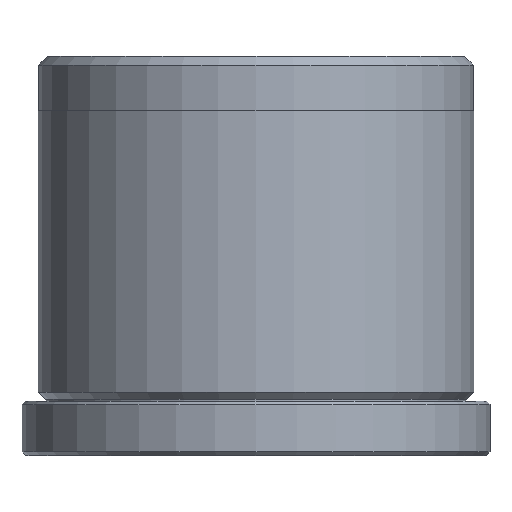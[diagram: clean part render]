
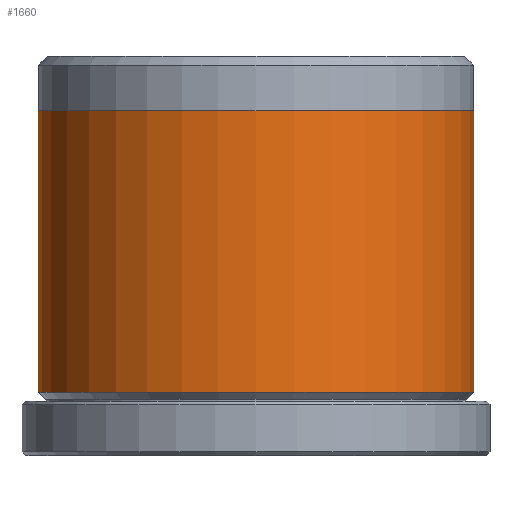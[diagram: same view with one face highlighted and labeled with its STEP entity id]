
A CAD part, front view. The second image highlights one B-rep face of the part: STEP entity #1660.
In plain terms, the highlighted cylindrical face has radius 12 mm (diameter 24 mm), a partial arc.
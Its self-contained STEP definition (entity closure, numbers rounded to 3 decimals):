
#5 = DIRECTION ( 'NONE',  ( 0., 0., -1. ) ) ;
#11 = ORIENTED_EDGE ( 'NONE', *, *, #2472, .F. ) ;
#75 = DIRECTION ( 'NONE',  ( -1., 0., 0. ) ) ;
#86 = VECTOR ( 'NONE', #1749, 1000. ) ;
#243 = LINE ( 'NONE', #2418, #1308 ) ;
#289 = EDGE_CURVE ( 'NONE', #1959, #1920, #1640, .T. ) ;
#344 = CYLINDRICAL_SURFACE ( 'NONE', #763, 12. ) ;
#353 = CARTESIAN_POINT ( 'NONE',  ( 12., 0., 3.5 ) ) ;
#394 = CARTESIAN_POINT ( 'NONE',  ( 0., 0., 3.5 ) ) ;
#553 = VERTEX_POINT ( 'NONE', #1847 ) ;
#604 = DIRECTION ( 'NONE',  ( -1., 0., 0. ) ) ;
#763 = AXIS2_PLACEMENT_3D ( 'NONE', #826, #5, #75 ) ;
#783 = CARTESIAN_POINT ( 'NONE',  ( -12., 0., 3.5 ) ) ;
#826 = CARTESIAN_POINT ( 'NONE',  ( 0., 0., 22. ) ) ;
#958 = ORIENTED_EDGE ( 'NONE', *, *, #289, .F. ) ;
#974 = DIRECTION ( 'NONE',  ( -1., 0., 0. ) ) ;
#1032 = CARTESIAN_POINT ( 'NONE',  ( 12., 0., 19. ) ) ;
#1042 = DIRECTION ( 'NONE',  ( 0., 0., -1. ) ) ;
#1092 = ORIENTED_EDGE ( 'NONE', *, *, #1410, .T. ) ;
#1308 = VECTOR ( 'NONE', #1621, 1000. ) ;
#1359 = ORIENTED_EDGE ( 'NONE', *, *, #2518, .T. ) ;
#1410 = EDGE_CURVE ( 'NONE', #1959, #553, #2445, .T. ) ;
#1436 = EDGE_LOOP ( 'NONE', ( #958, #1092, #1359, #11 ) ) ;
#1457 = CARTESIAN_POINT ( 'NONE',  ( 0., 0., 19. ) ) ;
#1508 = AXIS2_PLACEMENT_3D ( 'NONE', #394, #1810, #604 ) ;
#1535 = FACE_OUTER_BOUND ( 'NONE', #1436, .T. ) ;
#1621 = DIRECTION ( 'NONE',  ( 0., 0., -1. ) ) ;
#1640 = LINE ( 'NONE', #2349, #86 ) ;
#1660 = ADVANCED_FACE ( 'NONE', ( #1535 ), #344, .T. ) ;
#1749 = DIRECTION ( 'NONE',  ( 0., 0., -1. ) ) ;
#1810 = DIRECTION ( 'NONE',  ( 0., 0., -1. ) ) ;
#1847 = CARTESIAN_POINT ( 'NONE',  ( -12., 0., 19. ) ) ;
#1920 = VERTEX_POINT ( 'NONE', #353 ) ;
#1955 = CIRCLE ( 'NONE', #1508, 12. ) ;
#1959 = VERTEX_POINT ( 'NONE', #1032 ) ;
#2274 = AXIS2_PLACEMENT_3D ( 'NONE', #1457, #1042, #974 ) ;
#2349 = CARTESIAN_POINT ( 'NONE',  ( 12., 0., 22. ) ) ;
#2418 = CARTESIAN_POINT ( 'NONE',  ( -12., 0., 22. ) ) ;
#2445 = CIRCLE ( 'NONE', #2274, 12. ) ;
#2446 = VERTEX_POINT ( 'NONE', #783 ) ;
#2472 = EDGE_CURVE ( 'NONE', #1920, #2446, #1955, .T. ) ;
#2518 = EDGE_CURVE ( 'NONE', #553, #2446, #243, .T. ) ;
